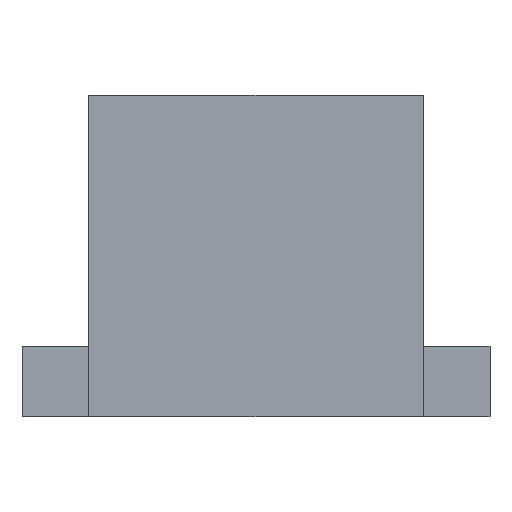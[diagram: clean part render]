
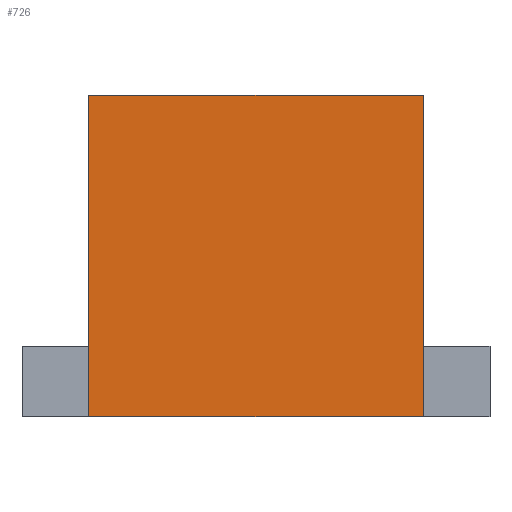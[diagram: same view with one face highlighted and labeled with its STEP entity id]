
A CAD part, left-side view. The second image highlights one B-rep face of the part: STEP entity #726.
In plain terms, the highlighted planar face has unit normal (-1, 0, 0).
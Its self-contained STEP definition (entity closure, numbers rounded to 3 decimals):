
#39=DIRECTION('',(0.,-1.,0.));
#40=VECTOR('',#39,1.356);
#41=CARTESIAN_POINT('',(-1.245,16.585,0.));
#42=LINE('',#41,#40);
#223=DIRECTION('',(0.,0.,1.));
#224=VECTOR('',#223,1.3);
#225=CARTESIAN_POINT('',(-1.245,15.229,0.));
#226=LINE('',#225,#224);
#251=DIRECTION('',(0.,0.,1.));
#252=VECTOR('',#251,1.3);
#253=CARTESIAN_POINT('',(-1.245,16.585,0.));
#254=LINE('',#253,#252);
#255=DIRECTION('',(0.,-1.,0.));
#256=VECTOR('',#255,1.356);
#257=CARTESIAN_POINT('',(-1.245,16.585,1.3));
#258=LINE('',#257,#256);
#307=CARTESIAN_POINT('',(-1.245,16.585,0.));
#308=CARTESIAN_POINT('',(-1.245,15.229,0.));
#309=VERTEX_POINT('',#307);
#310=VERTEX_POINT('',#308);
#315=CARTESIAN_POINT('',(-1.245,16.585,1.3));
#316=CARTESIAN_POINT('',(-1.245,15.229,1.3));
#317=VERTEX_POINT('',#315);
#318=VERTEX_POINT('',#316);
#714=CARTESIAN_POINT('',(-1.245,16.585,0.));
#715=DIRECTION('',(-1.,0.,0.));
#716=DIRECTION('',(0.,-1.,0.));
#717=AXIS2_PLACEMENT_3D('',#714,#715,#716);
#718=PLANE('',#717);
#719=ORIENTED_EDGE('',*,*,#418,.F.);
#720=ORIENTED_EDGE('',*,*,#480,.T.);
#722=ORIENTED_EDGE('',*,*,#721,.T.);
#723=ORIENTED_EDGE('',*,*,#630,.F.);
#724=EDGE_LOOP('',(#719,#720,#722,#723));
#725=FACE_OUTER_BOUND('',#724,.F.);
#418=EDGE_CURVE('',#309,#310,#42,.T.);
#480=EDGE_CURVE('',#309,#317,#254,.T.);
#630=EDGE_CURVE('',#310,#318,#226,.T.);
#721=EDGE_CURVE('',#317,#318,#258,.T.);
#726=ADVANCED_FACE('',(#725),#718,.T.);
